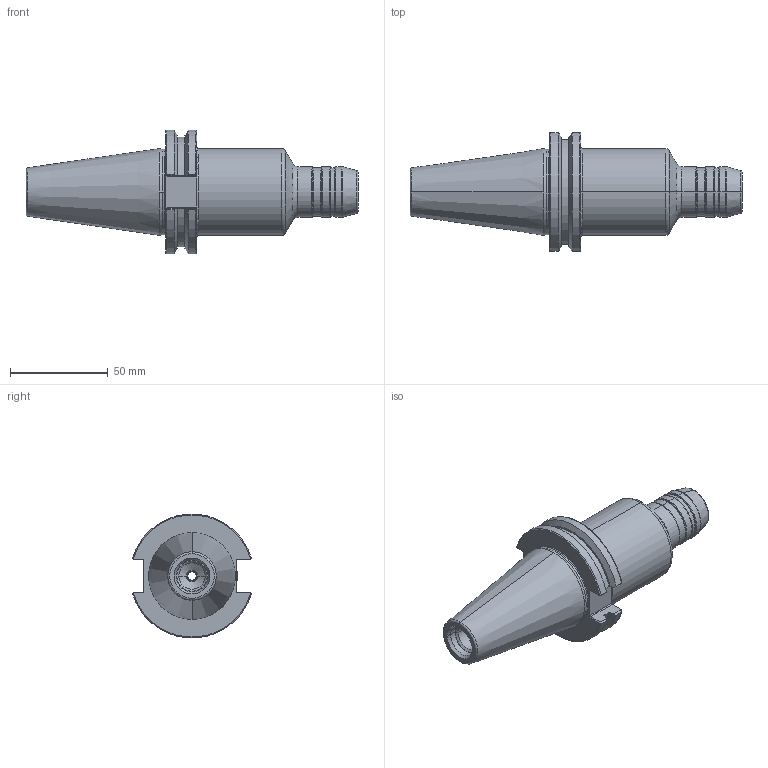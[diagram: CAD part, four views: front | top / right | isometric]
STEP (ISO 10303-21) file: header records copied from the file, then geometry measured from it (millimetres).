
FILE_DESCRIPTION((''),'2;1');
FILE_NAME('CAT40ADB-HMC12_7-5_9','2020-02-27T13:24:50',('eos'),(''),'CREO PARAMETRIC BY PTC INC, 2018500','CREO PARAMETRIC BY PTC INC, 2018500','');
FILE_SCHEMA(('CONFIG_CONTROL_DESIGN'));
Length unit declared in the file: millimetre
Products named in the file (1): CAT40ADB-HMC12_7-5_9
Bounding box: 169.88 x 60.84 x 63.27 mm (x, y, z)
Volume: 193757 mm3; surface area: 31815.9 mm2
Topology: 1 solids, 3 shells, 142 faces, 334 edges, 199 vertices
Faces by surface type: cylinder 38, torus 36, plane 36, cone 28, bspline 4
Entity records: 4203 total; most frequent: CARTESIAN_POINT 874, DIRECTION 736, ORIENTED_EDGE 656, EDGE_CURVE 332, AXIS2_PLACEMENT_3D 301, VERTEX_POINT 199, CIRCLE 162, EDGE_LOOP 151
